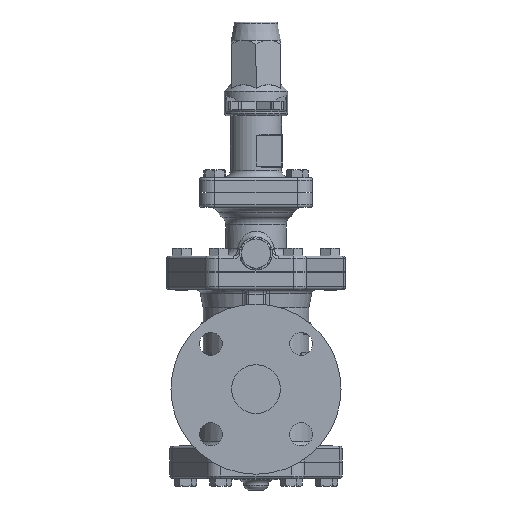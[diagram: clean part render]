
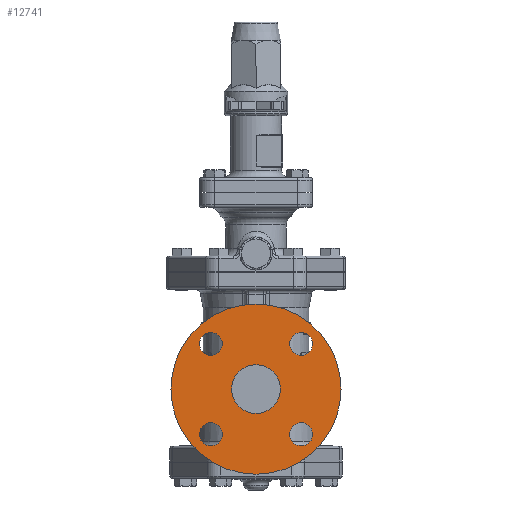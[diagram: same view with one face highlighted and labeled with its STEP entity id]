
A CAD part, left-side view. The second image highlights one B-rep face of the part: STEP entity #12741.
In plain terms, the highlighted planar face has unit normal (-1, 0, 0).
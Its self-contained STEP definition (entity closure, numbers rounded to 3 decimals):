
#2206=FACE_BOUND('',#4314,.T.);
#2207=FACE_BOUND('',#4315,.T.);
#2208=FACE_BOUND('',#4316,.T.);
#2209=FACE_BOUND('',#4317,.T.);
#2210=FACE_BOUND('',#4318,.T.);
#2514=PLANE('',#14114);
#3314=FACE_OUTER_BOUND('',#4313,.T.);
#4313=EDGE_LOOP('',(#11778));
#4314=EDGE_LOOP('',(#11779));
#4315=EDGE_LOOP('',(#11780));
#4316=EDGE_LOOP('',(#11781));
#4317=EDGE_LOOP('',(#11782));
#4318=EDGE_LOOP('',(#11783));
#5221=CIRCLE('',#14080,70.);
#5222=CIRCLE('',#14082,9.5);
#5223=CIRCLE('',#14084,9.5);
#5224=CIRCLE('',#14086,9.5);
#5225=CIRCLE('',#14088,20.);
#5227=CIRCLE('',#14092,9.5);
#6385=VERTEX_POINT('',#35229);
#6386=VERTEX_POINT('',#35232);
#6387=VERTEX_POINT('',#35235);
#6388=VERTEX_POINT('',#35238);
#6389=VERTEX_POINT('',#35241);
#6391=VERTEX_POINT('',#35247);
#8184=EDGE_CURVE('',#6385,#6385,#5221,.T.);
#8185=EDGE_CURVE('',#6386,#6386,#5222,.T.);
#8186=EDGE_CURVE('',#6387,#6387,#5223,.T.);
#8187=EDGE_CURVE('',#6388,#6388,#5224,.T.);
#8188=EDGE_CURVE('',#6389,#6389,#5225,.T.);
#8190=EDGE_CURVE('',#6391,#6391,#5227,.T.);
#11778=ORIENTED_EDGE('',*,*,#8184,.T.);
#11779=ORIENTED_EDGE('',*,*,#8185,.T.);
#11780=ORIENTED_EDGE('',*,*,#8186,.T.);
#11781=ORIENTED_EDGE('',*,*,#8187,.T.);
#11782=ORIENTED_EDGE('',*,*,#8188,.T.);
#11783=ORIENTED_EDGE('',*,*,#8190,.T.);
#12741=ADVANCED_FACE('',(#3314,#2206,#2207,#2208,#2209,#2210),#2514,.F.);
#14080=AXIS2_PLACEMENT_3D('',#35230,#17434,#17435);
#14082=AXIS2_PLACEMENT_3D('',#35233,#17438,#17439);
#14084=AXIS2_PLACEMENT_3D('',#35236,#17442,#17443);
#14086=AXIS2_PLACEMENT_3D('',#35239,#17446,#17447);
#14088=AXIS2_PLACEMENT_3D('',#35242,#17450,#17451);
#14092=AXIS2_PLACEMENT_3D('',#35248,#17458,#17459);
#14114=AXIS2_PLACEMENT_3D('',#35423,#17502,#17503);
#17434=DIRECTION('center_axis',(-1.,0.,0.));
#17435=DIRECTION('ref_axis',(0.,0.,1.));
#17438=DIRECTION('center_axis',(1.,0.,0.));
#17439=DIRECTION('ref_axis',(0.,1.,0.));
#17442=DIRECTION('center_axis',(1.,0.,0.));
#17443=DIRECTION('ref_axis',(0.,0.,
1.));
#17446=DIRECTION('center_axis',(1.,0.,0.));
#17447=DIRECTION('ref_axis',(0.,-1.,0.));
#17450=DIRECTION('center_axis',(1.,0.,0.));
#17451=DIRECTION('ref_axis',(0.,0.,-1.));
#17458=DIRECTION('center_axis',(1.,0.,0.));
#17459=DIRECTION('ref_axis',(0.,0.,-1.));
#17502=DIRECTION('center_axis',(1.,0.,0.));
#17503=DIRECTION('ref_axis',(0.,0.,-1.));
#35229=CARTESIAN_POINT('',(-110.,0.,-10.));
#35230=CARTESIAN_POINT('Origin',(-110.,0.,60.));
#35232=CARTESIAN_POINT('',(-110.,-27.623,97.123));
#35233=CARTESIAN_POINT('Origin',(-110.,-37.123,97.123));
#35235=CARTESIAN_POINT('',(-110.,-37.123,32.377));
#35236=CARTESIAN_POINT('Origin',(-110.,-37.123,22.877));
#35238=CARTESIAN_POINT('',(-110.,27.623,22.877));
#35239=CARTESIAN_POINT('Origin',(-110.,37.123,22.877));
#35241=CARTESIAN_POINT('',(-110.,0.,40.));
#35242=CARTESIAN_POINT('Origin',(-110.,0.,60.));
#35247=CARTESIAN_POINT('',(-110.,37.123,87.623));
#35248=CARTESIAN_POINT('Origin',(-110.,37.123,97.123));
#35423=CARTESIAN_POINT('Origin',(-110.,0.,60.));
